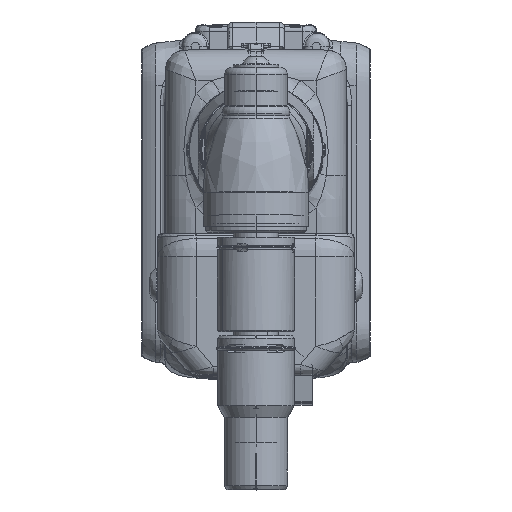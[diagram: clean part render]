
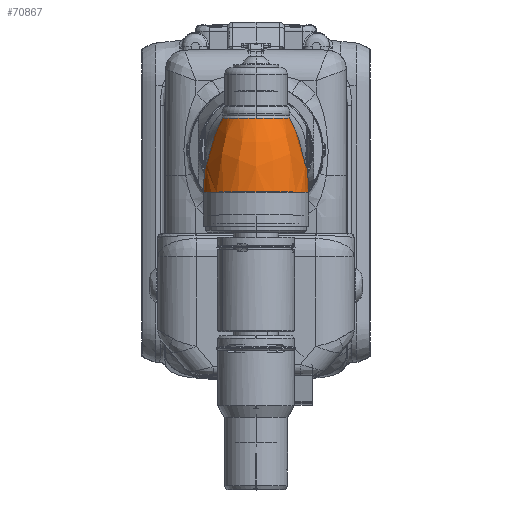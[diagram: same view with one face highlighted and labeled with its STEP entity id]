
A CAD part, top view. The second image highlights one B-rep face of the part: STEP entity #70867.
In plain terms, the highlighted free-form (B-spline) face has degree [3, 3] with [7, 4] control points.
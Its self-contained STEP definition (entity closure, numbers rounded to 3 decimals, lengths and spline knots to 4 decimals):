
#69297=CARTESIAN_POINT('',(-0.4824,-0.562,11.3756));
#69298=CARTESIAN_POINT('',(-0.4824,-0.5487,
11.3756));
#69299=CARTESIAN_POINT('',(-0.4827,-0.5221,
11.3763));
#69300=CARTESIAN_POINT('',(-0.4838,-0.4956,
11.3785));
#69301=CARTESIAN_POINT('',(-0.4845,-0.4825,
11.38));
#69303=CARTESIAN_POINT('',(0.,0.4005,11.8655));
#69304=DIRECTION('',(0.,1.,0.));
#69305=DIRECTION('',(-0.945,0.,-0.327));
#69306=AXIS2_PLACEMENT_3D('',#69303,#69304,#69305);
#69308=CARTESIAN_POINT('',(0.4845,-0.4825,
11.38));
#69309=CARTESIAN_POINT('',(0.4838,-0.4956,
11.3785));
#69310=CARTESIAN_POINT('',(0.4827,-0.5221,
11.3763));
#69311=CARTESIAN_POINT('',(0.4824,-0.5487,
11.3756));
#69312=CARTESIAN_POINT('',(0.4824,-0.562,11.3756));
#69323=CARTESIAN_POINT('',(0.,-0.562,11.8655));
#69324=DIRECTION('',(0.,1.,0.));
#69325=DIRECTION('',(-0.702,0.,-0.713));
#69326=AXIS2_PLACEMENT_3D('',#69323,#69324,#69325);
#69462=CARTESIAN_POINT('',(0.4165,0.4005,
11.7216));
#69463=CARTESIAN_POINT('',(0.4245,0.3899,
11.727));
#69464=CARTESIAN_POINT('',(0.4396,0.3689,
11.7374));
#69465=CARTESIAN_POINT('',(0.4595,0.3385,
11.7512));
#69466=CARTESIAN_POINT('',(0.477,0.3092,
11.7627));
#69467=CARTESIAN_POINT('',(0.4923,0.2811,
11.7713));
#69468=CARTESIAN_POINT('',(0.506,0.2537,
11.7767));
#69469=CARTESIAN_POINT('',(0.5189,0.2251,
11.7785));
#69470=CARTESIAN_POINT('',(0.5316,0.1942,
11.7755));
#69471=CARTESIAN_POINT('',(0.5437,0.1608,
11.7673));
#69472=CARTESIAN_POINT('',(0.5549,0.1249,
11.7537));
#69473=CARTESIAN_POINT('',(0.5649,0.0867,
11.7357));
#69474=CARTESIAN_POINT('',(0.5733,0.0469,
11.7144));
#69475=CARTESIAN_POINT('',(0.5798,0.0054,
11.6905));
#69476=CARTESIAN_POINT('',(0.5845,-0.039,
11.6638));
#69477=CARTESIAN_POINT('',(0.5867,-0.0872,
11.6339));
#69478=CARTESIAN_POINT('',(0.5859,-0.1399,
11.6005));
#69479=CARTESIAN_POINT('',(0.5809,-0.1978,
11.5634));
#69480=CARTESIAN_POINT('',(0.5705,-0.2608,
11.5228));
#69481=CARTESIAN_POINT('',(0.5532,-0.3284,
11.4791));
#69482=CARTESIAN_POINT('',(0.5268,-0.4019,
11.4317));
#69483=CARTESIAN_POINT('',(0.5004,-0.4552,
11.3974));
#69484=CARTESIAN_POINT('',(0.4845,-0.4825,
11.38));
#69576=CARTESIAN_POINT('',(-0.4845,-0.4825,
11.38));
#69577=CARTESIAN_POINT('',(-0.5,-0.456,
11.3969));
#69578=CARTESIAN_POINT('',(-0.5257,-0.4042,
11.4302));
#69579=CARTESIAN_POINT('',(-0.5518,-0.3328,
11.4762));
#69580=CARTESIAN_POINT('',(-0.5691,-0.2671,
11.5187));
#69581=CARTESIAN_POINT('',(-0.5798,-0.206,
11.5581));
#69582=CARTESIAN_POINT('',(-0.5852,-0.1499,
11.5941));
#69583=CARTESIAN_POINT('',(-0.5868,-0.0988,
11.6266));
#69584=CARTESIAN_POINT('',(-0.5853,-0.0523,
11.6556));
#69585=CARTESIAN_POINT('',(-0.5816,-0.0097,
11.6815));
#69586=CARTESIAN_POINT('',(-0.5762,0.0298,
11.7047));
#69587=CARTESIAN_POINT('',(-0.5691,0.0676,
11.7257));
#69588=CARTESIAN_POINT('',(-0.5607,0.1036,
11.7439));
#69589=CARTESIAN_POINT('',(-0.5512,0.1371,
11.7586));
#69590=CARTESIAN_POINT('',(-0.5403,0.1705,
11.7702));
#69591=CARTESIAN_POINT('',(-0.5269,0.2064,
11.7777));
#69592=CARTESIAN_POINT('',(-0.5107,0.2439,
11.7782));
#69593=CARTESIAN_POINT('',(-0.4934,0.2791,
11.772));
#69594=CARTESIAN_POINT('',(-0.4762,0.3106,
11.7622));
#69595=CARTESIAN_POINT('',(-0.4595,0.3384,
11.7512));
#69596=CARTESIAN_POINT('',(-0.4436,0.3628,
11.7402));
#69597=CARTESIAN_POINT('',(-0.429,0.3837,
11.73));
#69598=CARTESIAN_POINT('',(-0.4205,0.3953,
11.7242));
#69599=CARTESIAN_POINT('',(-0.4165,0.4005,
11.7216));
#70182=CARTESIAN_POINT('',(-0.4165,0.4005,
11.7216));
#70183=CARTESIAN_POINT('',(0.4165,0.4005,
11.7216));
#70184=VERTEX_POINT('',#70182);
#70185=VERTEX_POINT('',#70183);
#70188=VERTEX_POINT('',#69312);
#70189=VERTEX_POINT('',#69308);
#70197=VERTEX_POINT('',#69301);
#70198=VERTEX_POINT('',#69297);
#70825=CARTESIAN_POINT('',(-0.4339,-0.5821,
11.3323));
#70826=CARTESIAN_POINT('',(-0.4361,-0.23,
11.3296));
#70827=CARTESIAN_POINT('',(-0.3809,0.1111,
11.3974));
#70828=CARTESIAN_POINT('',(-0.272,0.418,
11.5313));
#70829=CARTESIAN_POINT('',(-1.0356,-0.5821,
11.822));
#70830=CARTESIAN_POINT('',(-1.0409,-0.23,
11.8218));
#70831=CARTESIAN_POINT('',(-0.9091,0.1111,
11.8273));
#70832=CARTESIAN_POINT('',(-0.6492,0.418,
11.8382));
#70833=CARTESIAN_POINT('',(-0.7757,-0.5821,
12.5529));
#70834=CARTESIAN_POINT('',(-0.7797,-0.23,
12.5564));
#70835=CARTESIAN_POINT('',(-0.681,0.1111,
12.469));
#70836=CARTESIAN_POINT('',(-0.4863,0.418,
12.2964));
#70837=CARTESIAN_POINT('',(0.,-0.5821,12.5529));
#70838=CARTESIAN_POINT('',(0.,-0.23,12.5564));
#70839=CARTESIAN_POINT('',(0.,0.1111,12.469));
#70840=CARTESIAN_POINT('',(0.,0.418,12.2964));
#70841=CARTESIAN_POINT('',(0.7757,-0.5821,
12.5529));
#70842=CARTESIAN_POINT('',(0.7797,-0.23,
12.5564));
#70843=CARTESIAN_POINT('',(0.681,0.1111,
12.469));
#70844=CARTESIAN_POINT('',(0.4863,0.418,
12.2964));
#70845=CARTESIAN_POINT('',(1.0356,-0.5821,
11.822));
#70846=CARTESIAN_POINT('',(1.0409,-0.23,
11.8218));
#70847=CARTESIAN_POINT('',(0.9091,0.1111,
11.8273));
#70848=CARTESIAN_POINT('',(0.6492,0.418,
11.8382));
#70849=CARTESIAN_POINT('',(0.4339,-0.5821,
11.3323));
#70850=CARTESIAN_POINT('',(0.4361,-0.23,
11.3296));
#70851=CARTESIAN_POINT('',(0.3809,0.1111,
11.3974));
#70852=CARTESIAN_POINT('',(0.272,0.418,
11.5313));
#70853=(BOUNDED_SURFACE()B_SPLINE_SURFACE(3,3,((#70825,#70826,#70827,#70828),(
#70829,#70830,#70831,#70832),(#70833,#70834,#70835,#70836),(#70837,#70838,
#70839,#70840),(#70841,#70842,#70843,#70844),(#70845,#70846,#70847,#70848),(
#70849,#70850,#70851,#70852)),.UNSPECIFIED.,.F.,.F.,.F.)B_SPLINE_SURFACE_WITH_KNOTS((4,3,4),(4,4),(0.,1.,2.),(0.,1.),.UNSPECIFIED.)GEOMETRIC_REPRESENTATION_ITEM()RATIONAL_B_SPLINE_SURFACE(((1.524,1.49,
1.49,1.524),(0.848,0.829,
0.829,0.848),(0.848,0.829,
0.829,0.848),(1.524,1.49,
1.49,1.524),(0.848,0.829,
0.829,0.848),(0.848,0.829,
0.829,0.848),(1.524,1.49,
1.49,1.524)))REPRESENTATION_ITEM('')SURFACE());
#70855=ORIENTED_EDGE('',*,*,#70854,.T.);
#70857=ORIENTED_EDGE('',*,*,#70856,.T.);
#70858=ORIENTED_EDGE('',*,*,#70818,.T.);
#70860=ORIENTED_EDGE('',*,*,#70859,.T.);
#70862=ORIENTED_EDGE('',*,*,#70861,.T.);
#70864=ORIENTED_EDGE('',*,*,#70863,.F.);
#70865=EDGE_LOOP('',(#70855,#70857,#70858,#70860,#70862,#70864));
#70866=FACE_OUTER_BOUND('',#70865,.F.);
#70867=ADVANCED_FACE('',(#70866),#70853,.T.);
#69302=B_SPLINE_CURVE_WITH_KNOTS('',3,(#69297,#69298,#69299,#69300,#69301),
.UNSPECIFIED.,.F.,.F.,(4,1,4),(0.,0.5,1.),.UNSPECIFIED.);
#69307=CIRCLE('',#69306,0.4407);
#69313=B_SPLINE_CURVE_WITH_KNOTS('',3,(#69308,#69309,#69310,#69311,#69312),
.UNSPECIFIED.,.F.,.F.,(4,1,4),(0.,0.5,1.),.UNSPECIFIED.);
#69327=CIRCLE('',#69326,0.6875);
#69485=B_SPLINE_CURVE_WITH_KNOTS('',3,(#69462,#69463,#69464,#69465,#69466,
#69467,#69468,#69469,#69470,#69471,#69472,#69473,#69474,#69475,#69476,#69477,
#69478,#69479,#69480,#69481,#69482,#69483,#69484),.UNSPECIFIED.,.F.,.F.,(4,1,1,
1,1,1,1,1,1,1,1,1,1,1,1,1,1,1,1,1,4),(0.,0.05,0.1,0.15,0.2,0.25,
0.3,0.35,0.4,0.45,0.5,0.55,0.6,0.65,0.7,0.75,0.8,0.85,
0.9,0.95,1.),.UNSPECIFIED.);
#69600=B_SPLINE_CURVE_WITH_KNOTS('',3,(#69576,#69577,#69578,#69579,#69580,
#69581,#69582,#69583,#69584,#69585,#69586,#69587,#69588,#69589,#69590,#69591,
#69592,#69593,#69594,#69595,#69596,#69597,#69598,#69599),.UNSPECIFIED.,.F.,.F.,(
4,1,1,1,1,1,1,1,1,1,1,1,1,1,1,1,1,1,1,1,1,4),(0.,0.0476,
0.0952,0.1429,0.1905,0.2381,
0.2857,0.3333,0.381,0.4286,
0.4762,0.5238,0.5714,0.619,
0.6667,0.7143,0.7619,0.8095,
0.8571,0.9048,0.9524,1.),.UNSPECIFIED.);
#70818=EDGE_CURVE('',#70184,#70185,#69307,.T.);
#70854=EDGE_CURVE('',#70198,#70197,#69302,.T.);
#70856=EDGE_CURVE('',#70197,#70184,#69600,.T.);
#70859=EDGE_CURVE('',#70185,#70189,#69485,.T.);
#70861=EDGE_CURVE('',#70189,#70188,#69313,.T.);
#70863=EDGE_CURVE('',#70198,#70188,#69327,.T.);
